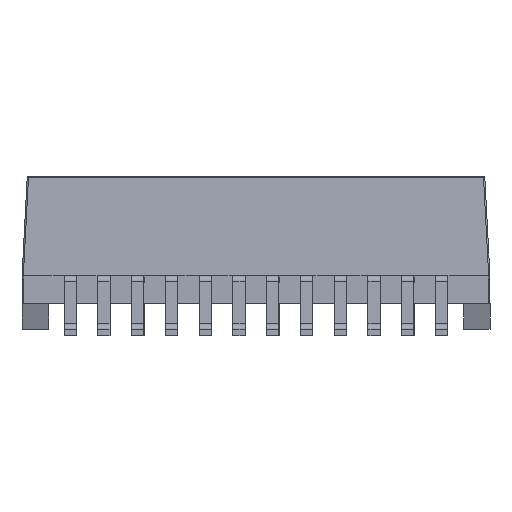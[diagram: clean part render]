
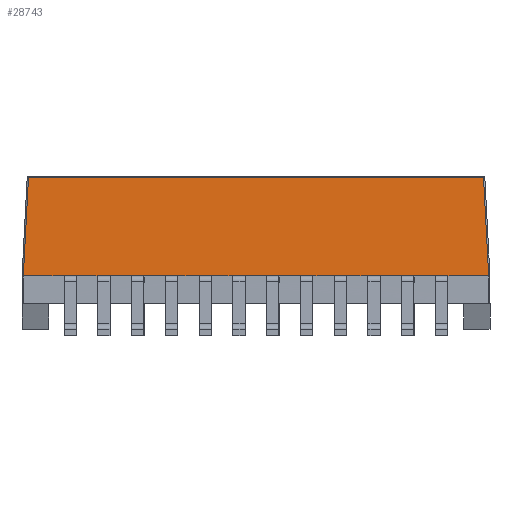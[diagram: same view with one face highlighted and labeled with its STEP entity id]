
A CAD part, left-side view. The second image highlights one B-rep face of the part: STEP entity #28743.
In plain terms, the highlighted face is planar.
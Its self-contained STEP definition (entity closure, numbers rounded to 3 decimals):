
#4559=ORIENTED_EDGE('',*,*,#8806,.F.);
#4560=ORIENTED_EDGE('',*,*,#8791,.F.);
#4561=ORIENTED_EDGE('',*,*,#8787,.T.);
#4562=ORIENTED_EDGE('',*,*,#8800,.T.);
#4563=ORIENTED_EDGE('',*,*,#8854,.F.);
#4564=ORIENTED_EDGE('',*,*,#8855,.F.);
#4565=ORIENTED_EDGE('',*,*,#8850,.F.);
#4566=ORIENTED_EDGE('',*,*,#8856,.F.);
#4567=ORIENTED_EDGE('',*,*,#8846,.F.);
#4568=ORIENTED_EDGE('',*,*,#8857,.F.);
#4569=ORIENTED_EDGE('',*,*,#8842,.F.);
#4570=ORIENTED_EDGE('',*,*,#8858,.F.);
#4571=ORIENTED_EDGE('',*,*,#8838,.F.);
#4572=ORIENTED_EDGE('',*,*,#8859,.F.);
#4573=ORIENTED_EDGE('',*,*,#8834,.F.);
#4574=ORIENTED_EDGE('',*,*,#8860,.F.);
#4575=ORIENTED_EDGE('',*,*,#8830,.F.);
#4576=ORIENTED_EDGE('',*,*,#8861,.F.);
#4577=ORIENTED_EDGE('',*,*,#8826,.F.);
#4578=ORIENTED_EDGE('',*,*,#8862,.F.);
#4579=ORIENTED_EDGE('',*,*,#8822,.F.);
#4580=ORIENTED_EDGE('',*,*,#8863,.F.);
#4581=ORIENTED_EDGE('',*,*,#8818,.F.);
#4582=ORIENTED_EDGE('',*,*,#8864,.F.);
#4583=ORIENTED_EDGE('',*,*,#8814,.F.);
#4584=ORIENTED_EDGE('',*,*,#8865,.F.);
#4585=ORIENTED_EDGE('',*,*,#8810,.F.);
#4586=ORIENTED_EDGE('',*,*,#8866,.F.);
#8787=EDGE_CURVE('',#11218,#11223,#13503,.T.);
#8791=EDGE_CURVE('',#11218,#11224,#13506,.T.);
#8800=EDGE_CURVE('',#11223,#11231,#13511,.T.);
#8806=EDGE_CURVE('',#11224,#11234,#13516,.T.);
#8810=EDGE_CURVE('',#11237,#11238,#13520,.T.);
#8814=EDGE_CURVE('',#11241,#11242,#13524,.T.);
#8818=EDGE_CURVE('',#11245,#11246,#13528,.T.);
#8822=EDGE_CURVE('',#11249,#11250,#13532,.T.);
#8826=EDGE_CURVE('',#11253,#11254,#13536,.T.);
#8830=EDGE_CURVE('',#11257,#11258,#13540,.T.);
#8834=EDGE_CURVE('',#11261,#11262,#13544,.T.);
#8838=EDGE_CURVE('',#11265,#11266,#13548,.T.);
#8842=EDGE_CURVE('',#11269,#11270,#13552,.T.);
#8846=EDGE_CURVE('',#11273,#11274,#13556,.T.);
#8850=EDGE_CURVE('',#11277,#11278,#13560,.T.);
#8854=EDGE_CURVE('',#11281,#11231,#13564,.T.);
#8855=EDGE_CURVE('',#11278,#11281,#13565,.T.);
#8856=EDGE_CURVE('',#11274,#11277,#13566,.T.);
#8857=EDGE_CURVE('',#11270,#11273,#13567,.T.);
#8858=EDGE_CURVE('',#11266,#11269,#13568,.T.);
#8859=EDGE_CURVE('',#11262,#11265,#13569,.T.);
#8860=EDGE_CURVE('',#11258,#11261,#13570,.T.);
#8861=EDGE_CURVE('',#11254,#11257,#13571,.T.);
#8862=EDGE_CURVE('',#11250,#11253,#13572,.T.);
#8863=EDGE_CURVE('',#11246,#11249,#13573,.T.);
#8864=EDGE_CURVE('',#11242,#11245,#13574,.T.);
#8865=EDGE_CURVE('',#11238,#11241,#13575,.T.);
#8866=EDGE_CURVE('',#11234,#11237,#13576,.T.);
#11218=VERTEX_POINT('',#39957);
#11223=VERTEX_POINT('',#39976);
#11224=VERTEX_POINT('',#39984);
#11231=VERTEX_POINT('',#40008);
#11234=VERTEX_POINT('',#40020);
#11237=VERTEX_POINT('',#40026);
#11238=VERTEX_POINT('',#40028);
#11241=VERTEX_POINT('',#40034);
#11242=VERTEX_POINT('',#40036);
#11245=VERTEX_POINT('',#40042);
#11246=VERTEX_POINT('',#40044);
#11249=VERTEX_POINT('',#40050);
#11250=VERTEX_POINT('',#40052);
#11253=VERTEX_POINT('',#40058);
#11254=VERTEX_POINT('',#40060);
#11257=VERTEX_POINT('',#40066);
#11258=VERTEX_POINT('',#40068);
#11261=VERTEX_POINT('',#40074);
#11262=VERTEX_POINT('',#40076);
#11265=VERTEX_POINT('',#40082);
#11266=VERTEX_POINT('',#40084);
#11269=VERTEX_POINT('',#40090);
#11270=VERTEX_POINT('',#40092);
#11273=VERTEX_POINT('',#40098);
#11274=VERTEX_POINT('',#40100);
#11277=VERTEX_POINT('',#40106);
#11278=VERTEX_POINT('',#40108);
#11281=VERTEX_POINT('',#40114);
#13503=LINE('',#39977,#15846);
#13506=LINE('',#39987,#15849);
#13511=LINE('',#40009,#15854);
#13516=LINE('',#40019,#15859);
#13520=LINE('',#40027,#15863);
#13524=LINE('',#40035,#15867);
#13528=LINE('',#40043,#15871);
#13532=LINE('',#40051,#15875);
#13536=LINE('',#40059,#15879);
#13540=LINE('',#40067,#15883);
#13544=LINE('',#40075,#15887);
#13548=LINE('',#40083,#15891);
#13552=LINE('',#40091,#15895);
#13556=LINE('',#40099,#15899);
#13560=LINE('',#40107,#15903);
#13564=LINE('',#40115,#15907);
#13565=LINE('',#40117,#15908);
#13566=LINE('',#40118,#15909);
#13567=LINE('',#40119,#15910);
#13568=LINE('',#40120,#15911);
#13569=LINE('',#40121,#15912);
#13570=LINE('',#40122,#15913);
#13571=LINE('',#40123,#15914);
#13572=LINE('',#40124,#15915);
#13573=LINE('',#40125,#15916);
#13574=LINE('',#40126,#15917);
#13575=LINE('',#40127,#15918);
#13576=LINE('',#40128,#15919);
#15846=VECTOR('',#34306,1000.);
#15849=VECTOR('',#34311,1000.);
#15854=VECTOR('',#34330,1000.);
#15859=VECTOR('',#34341,1000.);
#15863=VECTOR('',#34345,1000.);
#15867=VECTOR('',#34349,1000.);
#15871=VECTOR('',#34353,1000.);
#15875=VECTOR('',#34357,1000.);
#15879=VECTOR('',#34361,1000.);
#15883=VECTOR('',#34365,1000.);
#15887=VECTOR('',#34369,1000.);
#15891=VECTOR('',#34373,1000.);
#15895=VECTOR('',#34377,1000.);
#15899=VECTOR('',#34381,1000.);
#15903=VECTOR('',#34385,1000.);
#15907=VECTOR('',#34389,1000.);
#15908=VECTOR('',#34392,1000.);
#15909=VECTOR('',#34393,1000.);
#15910=VECTOR('',#34394,1000.);
#15911=VECTOR('',#34395,1000.);
#15912=VECTOR('',#34396,1000.);
#15913=VECTOR('',#34397,1000.);
#15914=VECTOR('',#34398,1000.);
#15915=VECTOR('',#34399,1000.);
#15916=VECTOR('',#34400,1000.);
#15917=VECTOR('',#34401,1000.);
#15918=VECTOR('',#34402,1000.);
#15919=VECTOR('',#34403,1000.);
#17413=EDGE_LOOP('',(#4559,#4560,#4561,#4562,#4563,#4564,#4565,#4566,#4567,
#4568,#4569,#4570,#4571,#4572,#4573,#4574,#4575,#4576,#4577,#4578,#4579,
#4580,#4581,#4582,#4583,#4584,#4585,#4586));
#18631=FACE_BOUND('',#17413,.T.);
#19688=PLANE('',#30297);
#28743=ADVANCED_FACE('',(#18631),#19688,.T.);
#30297=AXIS2_PLACEMENT_3D('',#40116,#34390,#34391);
#34306=DIRECTION('',(-1.,0.,0.));
#34311=DIRECTION('',(0.052,0.052,0.997));
#34330=DIRECTION('',(-0.052,0.052,0.997));
#34341=DIRECTION('',(-1.,0.,0.));
#34345=DIRECTION('',(-1.,0.,0.));
#34349=DIRECTION('',(-1.,0.,0.));
#34353=DIRECTION('',(-1.,0.,0.));
#34357=DIRECTION('',(-1.,0.,0.));
#34361=DIRECTION('',(-1.,0.,0.));
#34365=DIRECTION('',(-1.,0.,0.));
#34369=DIRECTION('',(-1.,0.,0.));
#34373=DIRECTION('',(-1.,0.,0.));
#34377=DIRECTION('',(-1.,0.,0.));
#34381=DIRECTION('',(-1.,0.,0.));
#34385=DIRECTION('',(-1.,0.,0.));
#34389=DIRECTION('',(-1.,0.,0.));
#34390=DIRECTION('',(0.,0.999,-0.052));
#34391=DIRECTION('',(0.,0.052,0.999));
#34392=DIRECTION('',(-1.,0.,0.));
#34393=DIRECTION('',(-1.,0.,0.));
#34394=DIRECTION('',(-1.,0.,0.));
#34395=DIRECTION('',(-1.,0.,0.));
#34396=DIRECTION('',(-1.,0.,0.));
#34397=DIRECTION('',(-1.,0.,0.));
#34398=DIRECTION('',(-1.,0.,0.));
#34399=DIRECTION('',(-1.,0.,0.));
#34400=DIRECTION('',(-1.,0.,0.));
#34401=DIRECTION('',(-1.,0.,0.));
#34402=DIRECTION('',(-1.,0.,0.));
#34403=DIRECTION('',(-1.,0.,0.));
#39957=CARTESIAN_POINT('',(8.556,5.906,-2.778));
#39976=CARTESIAN_POINT('',(-8.556,5.906,-2.778));
#39977=CARTESIAN_POINT('',(-9.065,5.906,-2.778));
#39984=CARTESIAN_POINT('',(8.75,6.1,0.925));
#39987=CARTESIAN_POINT('',(8.701,6.051,-0.002));
#40008=CARTESIAN_POINT('',(-8.75,6.1,0.925));
#40009=CARTESIAN_POINT('',(-8.751,6.101,0.942));
#40019=CARTESIAN_POINT('',(9.065,6.1,0.925));
#40020=CARTESIAN_POINT('',(7.22,6.1,0.925));
#40026=CARTESIAN_POINT('',(6.759,6.1,0.925));
#40027=CARTESIAN_POINT('',(9.065,6.1,0.925));
#40028=CARTESIAN_POINT('',(5.95,6.1,0.925));
#40034=CARTESIAN_POINT('',(5.489,6.1,0.925));
#40035=CARTESIAN_POINT('',(9.065,6.1,0.925));
#40036=CARTESIAN_POINT('',(4.68,6.1,0.925));
#40042=CARTESIAN_POINT('',(4.219,6.1,0.925));
#40043=CARTESIAN_POINT('',(9.065,6.1,0.925));
#40044=CARTESIAN_POINT('',(3.41,6.1,0.925));
#40050=CARTESIAN_POINT('',(2.949,6.1,0.925));
#40051=CARTESIAN_POINT('',(9.065,6.1,0.925));
#40052=CARTESIAN_POINT('',(2.14,6.1,0.925));
#40058=CARTESIAN_POINT('',(1.679,6.1,0.925));
#40059=CARTESIAN_POINT('',(9.065,6.1,0.925));
#40060=CARTESIAN_POINT('',(0.87,6.1,0.925));
#40066=CARTESIAN_POINT('',(0.409,6.1,0.925));
#40067=CARTESIAN_POINT('',(9.065,6.1,0.925));
#40068=CARTESIAN_POINT('',(-0.4,6.1,0.925));
#40074=CARTESIAN_POINT('',(-0.861,6.1,0.925));
#40075=CARTESIAN_POINT('',(9.065,6.1,0.925));
#40076=CARTESIAN_POINT('',(-1.67,6.1,0.925));
#40082=CARTESIAN_POINT('',(-2.131,6.1,0.925));
#40083=CARTESIAN_POINT('',(9.065,6.1,0.925));
#40084=CARTESIAN_POINT('',(-2.94,6.1,0.925));
#40090=CARTESIAN_POINT('',(-3.401,6.1,0.925));
#40091=CARTESIAN_POINT('',(9.065,6.1,0.925));
#40092=CARTESIAN_POINT('',(-4.21,6.1,0.925));
#40098=CARTESIAN_POINT('',(-4.671,6.1,0.925));
#40099=CARTESIAN_POINT('',(9.065,6.1,0.925));
#40100=CARTESIAN_POINT('',(-5.48,6.1,0.925));
#40106=CARTESIAN_POINT('',(-5.941,6.1,0.925));
#40107=CARTESIAN_POINT('',(9.065,6.1,0.925));
#40108=CARTESIAN_POINT('',(-6.75,6.1,0.925));
#40114=CARTESIAN_POINT('',(-7.211,6.1,0.925));
#40115=CARTESIAN_POINT('',(9.065,6.1,0.925));
#40116=CARTESIAN_POINT('',(-9.065,6.1,0.925));
#40117=CARTESIAN_POINT('',(-7.21,6.1,0.925));
#40118=CARTESIAN_POINT('',(-5.94,6.1,0.925));
#40119=CARTESIAN_POINT('',(-4.67,6.1,0.925));
#40120=CARTESIAN_POINT('',(-3.4,6.1,0.925));
#40121=CARTESIAN_POINT('',(-2.13,6.1,0.925));
#40122=CARTESIAN_POINT('',(-0.86,6.1,0.925));
#40123=CARTESIAN_POINT('',(0.41,6.1,0.925));
#40124=CARTESIAN_POINT('',(1.68,6.1,0.925));
#40125=CARTESIAN_POINT('',(2.95,6.1,0.925));
#40126=CARTESIAN_POINT('',(4.22,6.1,0.925));
#40127=CARTESIAN_POINT('',(5.49,6.1,0.925));
#40128=CARTESIAN_POINT('',(6.76,6.1,0.925));
